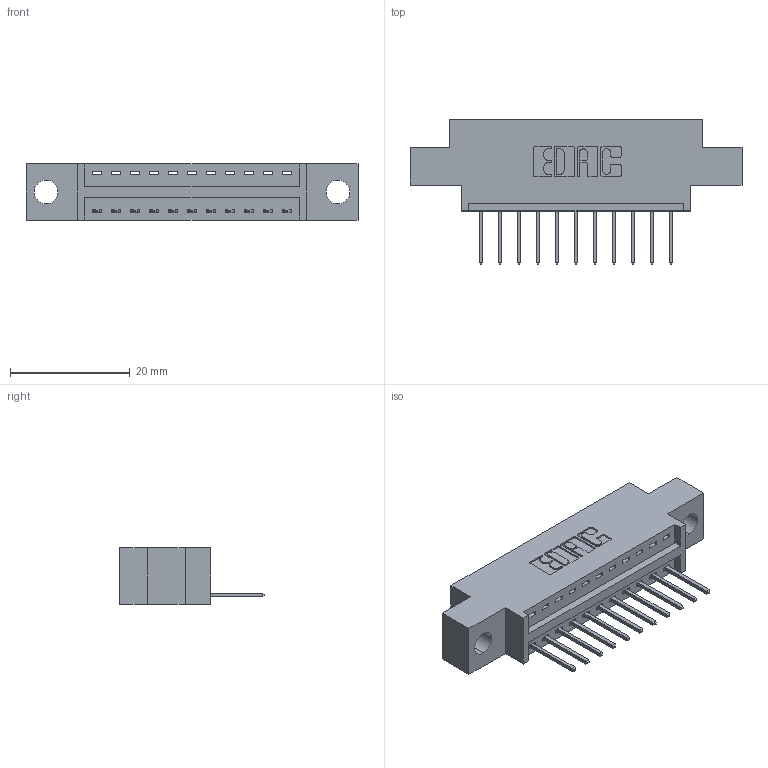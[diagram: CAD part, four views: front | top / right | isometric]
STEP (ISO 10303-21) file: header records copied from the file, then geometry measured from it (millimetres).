
FILE_DESCRIPTION (( 'STEP AP203' ), '1' );
FILE_NAME ('346-011-526-604.STEP', '2022-05-05T01:19:28', ( '' ), ( '' ), 'SwSTEP 2.0', 'SolidWorks 2020', '' );
FILE_SCHEMA (( 'CONFIG_CONTROL_DESIGN' ));
Length unit declared in the file: inch
Products named in the file (3): 345-292-001_345-293-126; 346-011-526-604; 346 Part_0.170 Offset - 0.156 Dia-TH
Assembly tree (12 placements, depth 2):
  346-011-526-604
    346 Part_0.170 Offset - 0.156 Dia-TH
    345-292-001_345-293-126  x11
Bounding box: 55.5 x 24.13 x 9.4 mm (x, y, z)
Volume: 4829.6 mm3; surface area: 5688.7 mm2
Topology: 12 solids, 12 shells, 778 faces, 2313 edges, 1526 vertices
Faces by surface type: plane 534, cylinder 244
Entity records: 11569 total; most frequent: CARTESIAN_POINT 2003, ORIENTED_EDGE 1946, DIRECTION 1803, EDGE_CURVE 973, VECTOR 797, LINE 797, VERTEX_POINT 646, AXIS2_PLACEMENT_3D 503
